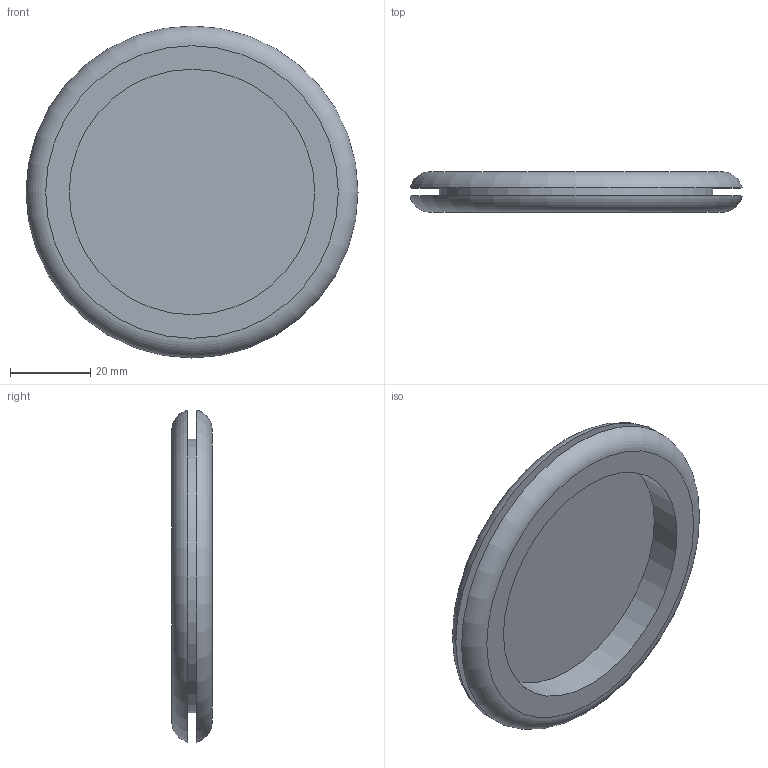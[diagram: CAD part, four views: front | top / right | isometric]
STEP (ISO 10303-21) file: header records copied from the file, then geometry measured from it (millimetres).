
FILE_DESCRIPTION(/* description */ (''),/* implementation_level */ '2;1');
FILE_NAME(/* name */ 'PR3-70.stp',/* time_stamp */ '2024-06-24T09:23:58+09:00',/* author */ ('user'),/* organization */ (''),/* preprocessor_version */ 'ST-DEVELOPER v15.6',/* originating_system */ 'Autodesk Inventor 2015',/* authorisation */ '');
FILE_SCHEMA (('AUTOMOTIVE_DESIGN { 1 0 10303 214 3 1 1 }'));
Length unit declared in the file: millimetre
Products named in the file (1): PR3-70
Bounding box: 82.5 x 10 x 82.5 mm (x, y, z)
Volume: 24163.1 mm3; surface area: 17069.9 mm2
Topology: 1 solids, 1 shells, 9 faces, 12 edges, 8 vertices
Faces by surface type: plane 5, cylinder 2, torus 2
Full cylindrical faces by diameter (mm): 61 x1, 68 x1
Entity records: 198 total; most frequent: DIRECTION 36, CARTESIAN_POINT 26, AXIS2_PLACEMENT_3D 18, EDGE_LOOP 16, ORIENTED_EDGE 16, FACE_OUTER_BOUND 9, ADVANCED_FACE 9, CIRCLE 8
